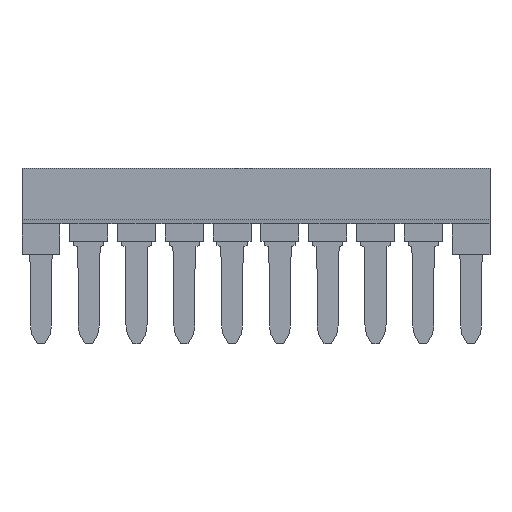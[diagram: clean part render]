
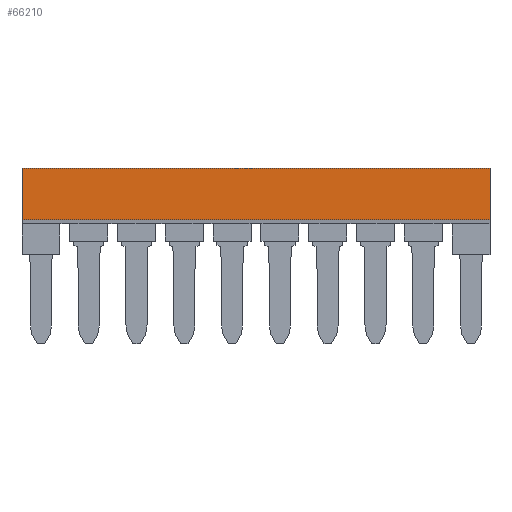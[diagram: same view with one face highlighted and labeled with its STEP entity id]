
A CAD part, top view. The second image highlights one B-rep face of the part: STEP entity #66210.
In plain terms, the highlighted planar face has unit normal (0, 0, 1).
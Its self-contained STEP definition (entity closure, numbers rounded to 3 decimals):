
#59260=CARTESIAN_POINT('',(0.,14.8,1.6));
#59270=VERTEX_POINT('',#59260);
#59300=CARTESIAN_POINT('',(-68.85,14.8,1.6));
#59310=DIRECTION('',(-1.,0.,0.));
#59320=VECTOR('',#59310,1.);
#59330=LINE('',#59300,#59320);
#59340=CARTESIAN_POINT('',(-80.3,14.8,1.6));
#59350=VERTEX_POINT('',#59340);
#59360=EDGE_CURVE('',#59270,#59350,#59330,.T.);
#59590=CARTESIAN_POINT('',(-68.85,6.005,1.6));
#59600=DIRECTION('',(-1.,0.,0.));
#59610=VECTOR('',#59600,1.);
#59620=LINE('',#59590,#59610);
#59630=CARTESIAN_POINT('',(0.,6.005,1.6));
#59640=VERTEX_POINT('',#59630);
#59650=CARTESIAN_POINT('',(-80.3,6.005,1.6));
#59660=VERTEX_POINT('',#59650);
#59670=EDGE_CURVE('',#59640,#59660,#59620,.T.);
#60930=CARTESIAN_POINT('',(-80.3,11.294,1.6));
#60940=DIRECTION('',(0.,-1.,0.));
#60950=VECTOR('',#60940,1.);
#60960=LINE('',#60930,#60950);
#60970=EDGE_CURVE('',#59350,#59660,#60960,.T.);
#66050=CARTESIAN_POINT('',(4.6,13.9,1.6));
#66060=DIRECTION('',(0.,-0.,1.));
#66070=DIRECTION('',(0.,1.,0.));
#66080=AXIS2_PLACEMENT_3D('',#66050,#66060,#66070);
#66090=PLANE('',#66080);
#66100=CARTESIAN_POINT('',(0.,11.294,1.6));
#66110=DIRECTION('',(0.,1.,0.));
#66120=VECTOR('',#66110,1.);
#66130=LINE('',#66100,#66120);
#66140=EDGE_CURVE('',#59640,#59270,#66130,.T.);
#66150=ORIENTED_EDGE('',*,*,#66140,.T.);
#66160=ORIENTED_EDGE('',*,*,#59670,.F.);
#66170=ORIENTED_EDGE('',*,*,#60970,.T.);
#66180=ORIENTED_EDGE('',*,*,#59360,.T.);
#66190=EDGE_LOOP('',(#66180,#66170,#66160,#66150));
#66200=FACE_OUTER_BOUND('',#66190,.T.);
#66210=ADVANCED_FACE('',(#66200),#66090,.T.);
